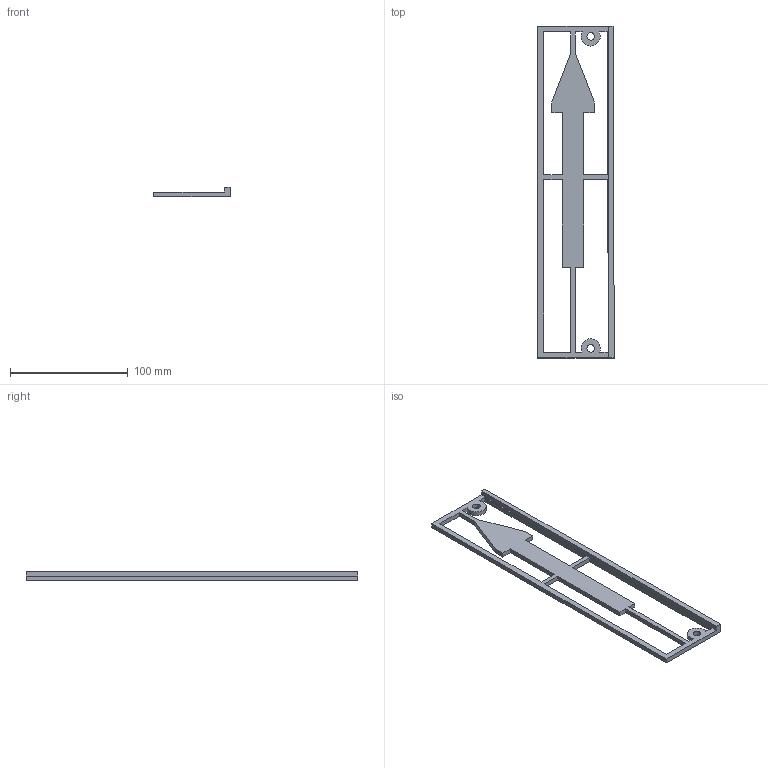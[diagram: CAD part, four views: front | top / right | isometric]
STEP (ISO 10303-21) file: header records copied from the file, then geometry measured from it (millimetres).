
FILE_DESCRIPTION(('HOOPS Exchange Step'),'2;1');
FILE_NAME('temp_export','2024-06-09T18:12:18+02:00',('Hacked'),('Shapr3D Limited'),'HOOPS Exchange 2024.2','Shapr3D','Authorized');
FILE_SCHEMA( ('AUTOMOTIVE_DESIGN { 1 0 10303 214 1 1 1 1 }') );
Length unit declared in the file: millimetre
Products named in the file (2): temp_import.step; root
Assembly tree (1 placements, depth 2):
  root
    temp_import.step
Bounding box: 64.99 x 282 x 8 mm (x, y, z)
Volume: 33742.9 mm3; surface area: 27314.8 mm2
Topology: 1 solids, 1 shells, 228 faces, 630 edges, 420 vertices
Faces by surface type: plane 137, bspline 85, cylinder 6
Full cylindrical faces by diameter (mm): 6.4 x2
Entity records: 8519 total; most frequent: CARTESIAN_POINT 3153, ORIENTED_EDGE 1260, DIRECTION 762, EDGE_CURVE 630, VECTOR 448, LINE 448, VERTEX_POINT 420, EDGE_LOOP 256
